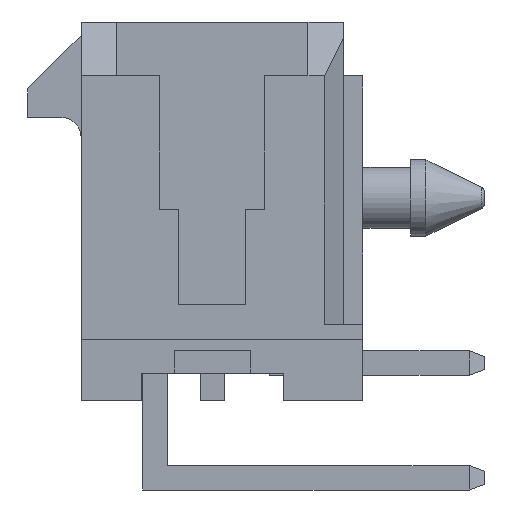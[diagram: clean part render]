
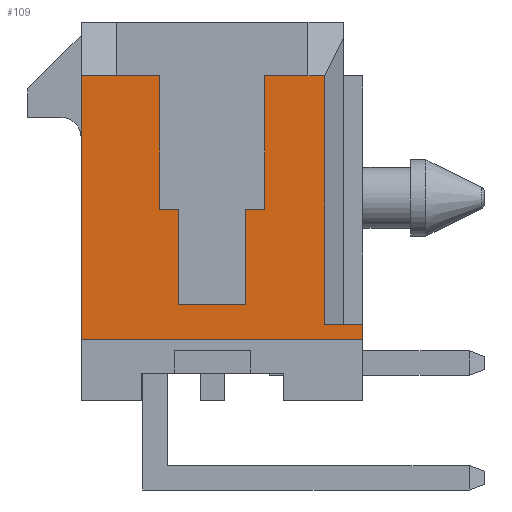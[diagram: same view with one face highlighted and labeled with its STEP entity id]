
A CAD part, left-side view. The second image highlights one B-rep face of the part: STEP entity #109.
In plain terms, the highlighted planar face has unit normal (-1, 0, 0).
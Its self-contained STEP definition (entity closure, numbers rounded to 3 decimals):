
#109=ADVANCED_FACE('',(#704),#705,.F.);
#704=FACE_OUTER_BOUND('',#1866,.T.);
#705=PLANE('',#1867);
#1866=EDGE_LOOP('',(#3062,#3063,#3064,#3065,#3066,#3067,#3068,#3069,#3070,#3071,#3072,#3073,#3074,#3075,#3076,#3077));
#1867=AXIS2_PLACEMENT_3D('',#3078,#3079,#3080);
#3062=ORIENTED_EDGE('',*,*,#7556,.T.);
#3063=ORIENTED_EDGE('',*,*,#7557,.T.);
#3064=ORIENTED_EDGE('',*,*,#7558,.T.);
#3065=ORIENTED_EDGE('',*,*,#7559,.T.);
#3066=ORIENTED_EDGE('',*,*,#7560,.T.);
#3067=ORIENTED_EDGE('',*,*,#7561,.F.);
#3068=ORIENTED_EDGE('',*,*,#7562,.T.);
#3069=ORIENTED_EDGE('',*,*,#7563,.F.);
#3070=ORIENTED_EDGE('',*,*,#7564,.F.);
#3071=ORIENTED_EDGE('',*,*,#7565,.F.);
#3072=ORIENTED_EDGE('',*,*,#7566,.F.);
#3073=ORIENTED_EDGE('',*,*,#7567,.T.);
#3074=ORIENTED_EDGE('',*,*,#7568,.F.);
#3075=ORIENTED_EDGE('',*,*,#7569,.F.);
#3076=ORIENTED_EDGE('',*,*,#7570,.T.);
#3077=ORIENTED_EDGE('',*,*,#7571,.T.);
#3078=CARTESIAN_POINT('',(-13.825,0.0,0.0));
#3079=DIRECTION('',(1.0,0.0,0.0));
#3080=DIRECTION('',(0.0,1.0,-0.0));
#7556=EDGE_CURVE('',#9071,#9072,#9073,.T.);
#7557=EDGE_CURVE('',#9072,#9074,#9075,.T.);
#7558=EDGE_CURVE('',#9074,#9076,#9077,.T.);
#7559=EDGE_CURVE('',#9076,#9078,#9079,.T.);
#7560=EDGE_CURVE('',#9078,#9080,#9081,.T.);
#7561=EDGE_CURVE('',#9082,#9080,#9083,.T.);
#7562=EDGE_CURVE('',#9082,#9084,#9085,.T.);
#7563=EDGE_CURVE('',#9086,#9084,#9087,.T.);
#7564=EDGE_CURVE('',#9088,#9086,#9089,.T.);
#7565=EDGE_CURVE('',#9090,#9088,#9091,.T.);
#7566=EDGE_CURVE('',#9092,#9090,#9093,.T.);
#7567=EDGE_CURVE('',#9092,#9094,#9095,.T.);
#7568=EDGE_CURVE('',#9096,#9094,#9097,.T.);
#7569=EDGE_CURVE('',#9098,#9096,#9099,.T.);
#7570=EDGE_CURVE('',#9098,#9100,#9101,.T.);
#7571=EDGE_CURVE('',#9100,#9071,#9102,.T.);
#9071=VERTEX_POINT('',#11339);
#9072=VERTEX_POINT('',#11340);
#9073=LINE('',#11341,#11342);
#9074=VERTEX_POINT('',#11343);
#9075=LINE('',#11344,#11345);
#9076=VERTEX_POINT('',#11346);
#9077=LINE('',#11347,#11348);
#9078=VERTEX_POINT('',#11349);
#9079=LINE('',#11350,#11351);
#9080=VERTEX_POINT('',#11352);
#9081=LINE('',#11353,#11354);
#9082=VERTEX_POINT('',#11355);
#9083=LINE('',#11356,#11357);
#9084=VERTEX_POINT('',#11358);
#9085=LINE('',#11359,#11360);
#9086=VERTEX_POINT('',#11361);
#9087=LINE('',#11362,#11363);
#9088=VERTEX_POINT('',#11364);
#9089=LINE('',#11365,#11366);
#9090=VERTEX_POINT('',#11367);
#9091=LINE('',#11368,#11369);
#9092=VERTEX_POINT('',#11370);
#9093=LINE('',#11371,#11372);
#9094=VERTEX_POINT('',#11373);
#9095=LINE('',#11374,#11375);
#9096=VERTEX_POINT('',#11376);
#9097=LINE('',#11377,#11378);
#9098=VERTEX_POINT('',#11379);
#9099=LINE('',#11380,#11381);
#9100=VERTEX_POINT('',#11382);
#9101=LINE('',#11383,#11384);
#9102=LINE('',#11385,#11386);
#11339=CARTESIAN_POINT('',(-13.825,-1.375,0.05));
#11340=CARTESIAN_POINT('',(-13.825,-0.875,0.05));
#11341=CARTESIAN_POINT('',(-13.825,-1.375,0.05));
#11342=VECTOR('',#14987,0.5);
#11343=CARTESIAN_POINT('',(-13.825,-0.875,-2.45));
#11344=CARTESIAN_POINT('',(-13.825,-0.875,0.05));
#11345=VECTOR('',#14988,2.5);
#11346=CARTESIAN_POINT('',(-13.825,0.875,-2.45));
#11347=CARTESIAN_POINT('',(-13.825,-0.875,-2.45));
#11348=VECTOR('',#14989,1.75);
#11349=CARTESIAN_POINT('',(-13.825,0.875,0.05));
#11350=CARTESIAN_POINT('',(-13.825,0.875,-2.45));
#11351=VECTOR('',#14990,2.5);
#11352=CARTESIAN_POINT('',(-13.825,1.375,0.05));
#11353=CARTESIAN_POINT('',(-13.825,0.875,0.05));
#11354=VECTOR('',#14991,0.5);
#11355=CARTESIAN_POINT('',(-13.825,1.375,3.55));
#11356=CARTESIAN_POINT('',(-13.825,1.375,3.55));
#11357=VECTOR('',#14992,3.5);
#11358=CARTESIAN_POINT('',(-13.825,2.5,3.55));
#11359=CARTESIAN_POINT('',(-13.825,1.375,3.55));
#11360=VECTOR('',#14993,1.125);
#11361=CARTESIAN_POINT('',(-13.825,3.435,3.55));
#11362=CARTESIAN_POINT('',(-13.825,3.435,3.55));
#11363=VECTOR('',#14994,0.935);
#11364=CARTESIAN_POINT('',(-13.825,3.435,-3.36));
#11365=CARTESIAN_POINT('',(-13.825,3.435,-3.36));
#11366=VECTOR('',#14995,6.91);
#11367=CARTESIAN_POINT('',(-13.825,-3.935,-3.36));
#11368=CARTESIAN_POINT('',(-13.825,-3.935,-3.36));
#11369=VECTOR('',#14996,7.37);
#11370=CARTESIAN_POINT('',(-13.825,-3.935,-2.96));
#11371=CARTESIAN_POINT('',(-13.825,-3.935,-2.96));
#11372=VECTOR('',#14997,0.4);
#11373=CARTESIAN_POINT('',(-13.825,-2.935,-2.96));
#11374=CARTESIAN_POINT('',(-13.825,-3.935,-2.96));
#11375=VECTOR('',#14998,1.0);
#11376=CARTESIAN_POINT('',(-13.825,-2.935,3.55));
#11377=CARTESIAN_POINT('',(-13.825,-2.935,3.55));
#11378=VECTOR('',#14999,6.51);
#11379=CARTESIAN_POINT('',(-13.825,-2.5,3.55));
#11380=CARTESIAN_POINT('',(-13.825,-2.5,3.55));
#11381=VECTOR('',#15000,0.435);
#11382=CARTESIAN_POINT('',(-13.825,-1.375,3.55));
#11383=CARTESIAN_POINT('',(-13.825,-2.5,3.55));
#11384=VECTOR('',#15001,1.125);
#11385=CARTESIAN_POINT('',(-13.825,-1.375,3.55));
#11386=VECTOR('',#15002,3.5);
#14987=DIRECTION('',(0.0,1.0,0.0));
#14988=DIRECTION('',(0.0,0.0,-1.0));
#14989=DIRECTION('',(0.0,1.0,0.0));
#14990=DIRECTION('',(0.0,0.0,1.0));
#14991=DIRECTION('',(0.0,1.0,0.0));
#14992=DIRECTION('',(0.0,0.0,-1.0));
#14993=DIRECTION('',(0.0,1.0,0.0));
#14994=DIRECTION('',(0.0,-1.0,0.0));
#14995=DIRECTION('',(0.0,0.0,1.0));
#14996=DIRECTION('',(0.0,1.0,0.0));
#14997=DIRECTION('',(0.0,0.0,-1.0));
#14998=DIRECTION('',(0.0,1.0,0.0));
#14999=DIRECTION('',(0.0,0.0,-1.0));
#15000=DIRECTION('',(0.0,-1.0,0.0));
#15001=DIRECTION('',(0.0,1.0,0.0));
#15002=DIRECTION('',(0.0,0.0,-1.0));
